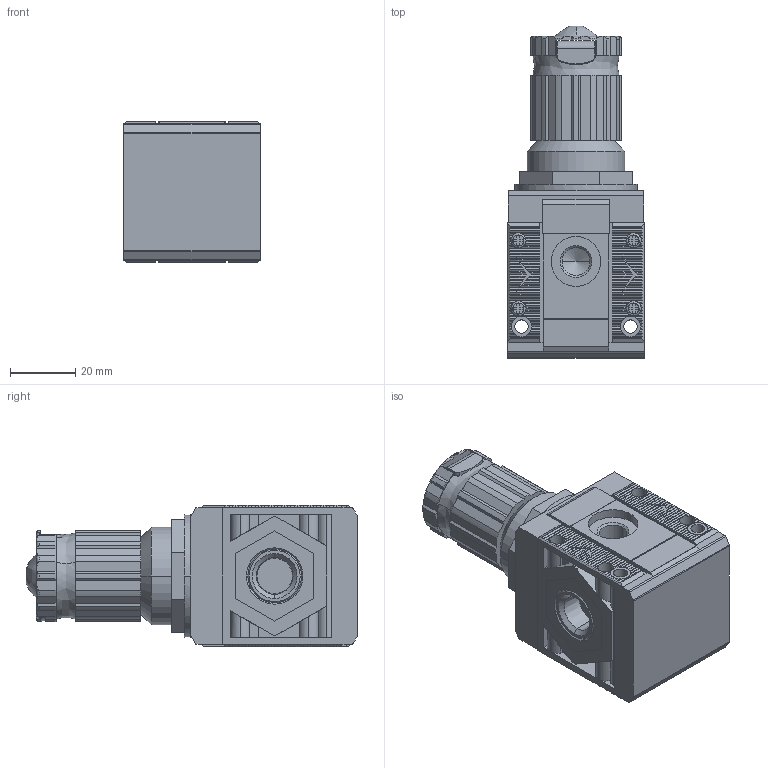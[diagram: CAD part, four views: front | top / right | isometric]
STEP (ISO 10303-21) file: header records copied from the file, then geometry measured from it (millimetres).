
FILE_DESCRIPTION (( 'STEP AP203' ), '1' );
FILE_NAME ('5U12R142.step', '2023-05-17T15:02:11', ( '' ), ( '' ), 'SwSTEP 2.0', 'SolidWorks 2021', '' );
FILE_SCHEMA (( 'CONFIG_CONTROL_DESIGN' ));
Products named in the file (1): 5U12R142
Bounding box: 41.8 x 102 x 43.6 mm (x, y, z)
Volume: 124916.8 mm3; surface area: 39008 mm2
Topology: 13 solids, 13 shells, 1382 faces, 3720 edges, 2399 vertices
Faces by surface type: plane 967, cylinder 300, cone 77, bspline 38
Entity records: 44598 total; most frequent: CARTESIAN_POINT 10411, ORIENTED_EDGE 7428, DIRECTION 6752, EDGE_CURVE 3714, LINE 2650, VECTOR 2650, VERTEX_POINT 2399, AXIS2_PLACEMENT_3D 2051
